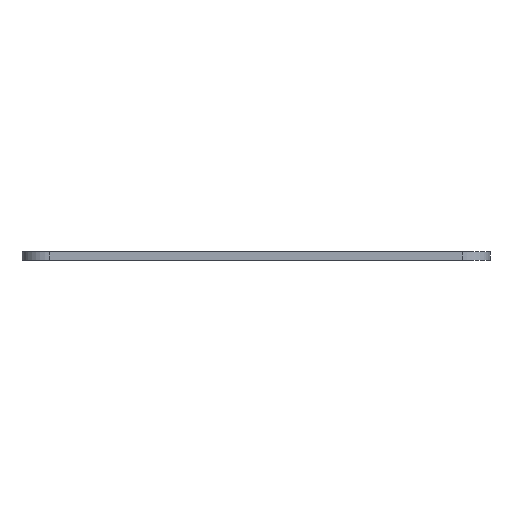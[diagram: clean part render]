
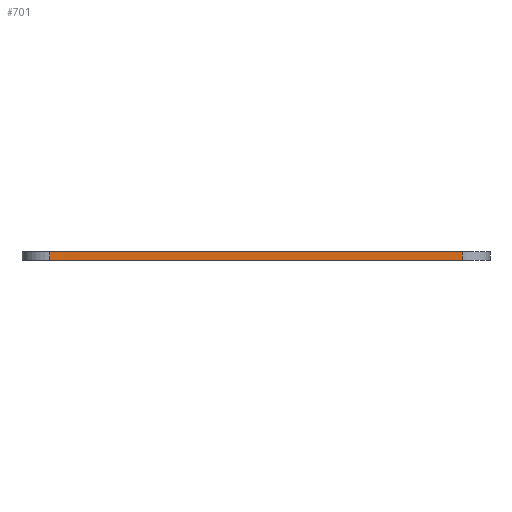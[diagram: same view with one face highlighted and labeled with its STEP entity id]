
A CAD part, left-side view. The second image highlights one B-rep face of the part: STEP entity #701.
In plain terms, the highlighted planar face has unit normal (-1, 0, 0).
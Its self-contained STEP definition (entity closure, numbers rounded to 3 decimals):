
#33=PLANE('',#754);
#61=FACE_OUTER_BOUND('',#96,.T.);
#96=EDGE_LOOP('',(#500,#501,#502,#503));
#149=LINE('',#1005,#230);
#150=LINE('',#1008,#231);
#151=LINE('',#1010,#232);
#152=LINE('',#1011,#233);
#230=VECTOR('',#817,10.);
#231=VECTOR('',#820,10.);
#232=VECTOR('',#821,10.);
#233=VECTOR('',#822,10.);
#329=VERTEX_POINT('',#998);
#332=VERTEX_POINT('',#1003);
#333=VERTEX_POINT('',#1007);
#334=VERTEX_POINT('',#1009);
#399=EDGE_CURVE('',#332,#329,#149,.T.);
#400=EDGE_CURVE('',#333,#332,#150,.T.);
#401=EDGE_CURVE('',#334,#333,#151,.T.);
#402=EDGE_CURVE('',#329,#334,#152,.T.);
#500=ORIENTED_EDGE('',*,*,#399,.F.);
#501=ORIENTED_EDGE('',*,*,#400,.F.);
#502=ORIENTED_EDGE('',*,*,#401,.F.);
#503=ORIENTED_EDGE('',*,*,#402,.F.);
#701=ADVANCED_FACE('',(#61),#33,.T.);
#754=AXIS2_PLACEMENT_3D('',#1006,#818,#819);
#817=DIRECTION('',(0.,0.,1.));
#818=DIRECTION('center_axis',(-1.,0.,0.));
#819=DIRECTION('ref_axis',(0.,-1.,0.));
#820=DIRECTION('',(0.,1.,0.));
#821=DIRECTION('',(0.,0.,-1.));
#822=DIRECTION('',(0.,-1.,0.));
#998=CARTESIAN_POINT('',(133.361,-25.916,1.5));
#1003=CARTESIAN_POINT('',(133.361,-25.916,0.));
#1005=CARTESIAN_POINT('',(133.361,-25.916,0.));
#1006=CARTESIAN_POINT('Origin',(133.361,-20.916,0.));
#1007=CARTESIAN_POINT('',(133.361,-100.391,0.));
#1008=CARTESIAN_POINT('',(133.361,-105.391,0.));
#1009=CARTESIAN_POINT('',(133.361,-100.391,1.5));
#1010=CARTESIAN_POINT('',(133.361,-100.391,0.));
#1011=CARTESIAN_POINT('',(133.361,-105.391,1.5));
